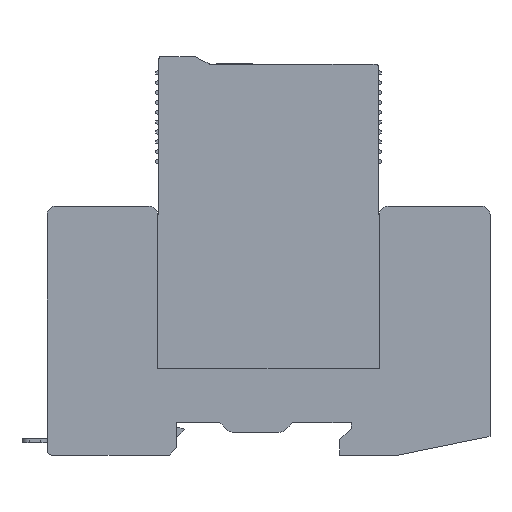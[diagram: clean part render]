
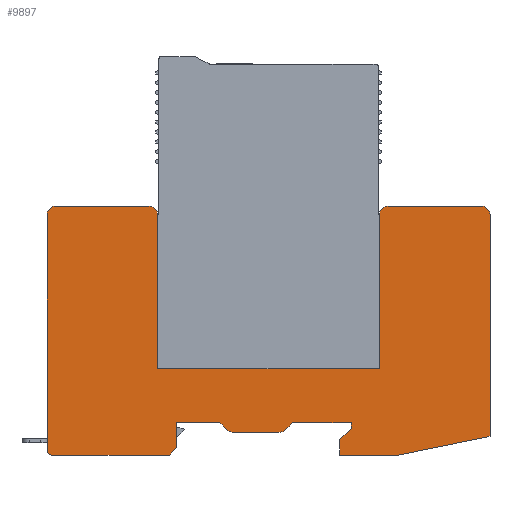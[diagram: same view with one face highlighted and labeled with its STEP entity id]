
A CAD part, front view. The second image highlights one B-rep face of the part: STEP entity #9897.
In plain terms, the highlighted planar face has unit normal (0, -1, 0).
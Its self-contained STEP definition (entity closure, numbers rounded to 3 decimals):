
#227=CARTESIAN_POINT('',(-37.29,-22.7,43.696));
#228=DIRECTION('',(0.,-1.,0.));
#229=DIRECTION('',(1.,0.,0.));
#230=AXIS2_PLACEMENT_3D('',#227,#228,#229);
#235=CARTESIAN_POINT('',(11.31,-22.7,43.696));
#236=DIRECTION('',(0.,-1.,0.));
#237=DIRECTION('',(0.,0.,1.));
#238=AXIS2_PLACEMENT_3D('',#235,#236,#237);
#243=CARTESIAN_POINT('',(30.21,-22.7,43.696));
#244=DIRECTION('',(0.,-1.,0.));
#245=DIRECTION('',(1.,0.,0.));
#246=AXIS2_PLACEMENT_3D('',#243,#244,#245);
#251=DIRECTION('',(0.98,0.,0.201));
#252=VECTOR('',#251,18.886);
#253=CARTESIAN_POINT('',(13.51,-22.7,-5.104));
#254=LINE('',#253,#252);
#258=DIRECTION('',(-0.707,0.,-0.707));
#259=VECTOR('',#258,3.253);
#260=CARTESIAN_POINT('',(3.81,-22.7,0.296));
#261=LINE('',#260,#259);
#265=DIRECTION('',(0.707,0.,0.707));
#266=VECTOR('',#265,2.);
#267=CARTESIAN_POINT('',(-9.515,-22.7,0.082));
#268=LINE('',#267,#266);
#272=CARTESIAN_POINT('',(-10.93,-22.7,1.496));
#273=DIRECTION('',(0.,-1.,0.));
#274=DIRECTION('',(0.,0.,-1.));
#275=AXIS2_PLACEMENT_3D('',#272,#273,#274);
#280=CARTESIAN_POINT('',(-20.076,-22.7,1.496));
#281=DIRECTION('',(0.,-1.,0.));
#282=DIRECTION('',(-0.707,0.,-0.707));
#283=AXIS2_PLACEMENT_3D('',#280,#281,#282);
#288=DIRECTION('',(0.707,0.,-0.707));
#289=VECTOR('',#288,2.);
#290=CARTESIAN_POINT('',(-22.904,-22.7,1.496));
#291=LINE('',#290,#289);
#295=DIRECTION('',(0.707,0.,0.707));
#296=VECTOR('',#295,2.121);
#297=CARTESIAN_POINT('',(-33.19,-22.7,
-5.104));
#298=LINE('',#297,#296);
#302=CARTESIAN_POINT('',(-56.99,-22.7,
-4.104));
#303=DIRECTION('',(0.,-1.,0.));
#304=DIRECTION('',(-1.,0.,0.));
#305=AXIS2_PLACEMENT_3D('',#302,#303,#304);
#310=CARTESIAN_POINT('',(-56.19,-22.7,43.696));
#311=DIRECTION('',(0.,-1.,0.));
#312=DIRECTION('',(0.,0.,1.));
#313=AXIS2_PLACEMENT_3D('',#310,#311,#312);
#318=DIRECTION('',(1.,0.,0.));
#319=VECTOR('',#318,18.9);
#320=CARTESIAN_POINT('',(-56.19,-22.7,45.496));
#321=LINE('',#320,#319);
#386=DIRECTION('',(0.,0.,1.));
#387=VECTOR('',#386,47.8);
#388=CARTESIAN_POINT('',(-57.99,-22.7,
-4.104));
#389=LINE('',#388,#387);
#502=DIRECTION('',(-1.,0.,0.));
#503=VECTOR('',#502,23.8);
#504=CARTESIAN_POINT('',(-33.19,-22.7,
-5.104));
#505=LINE('',#504,#503);
#1138=DIRECTION('',(0.,0.,1.));
#1139=VECTOR('',#1138,31.3);
#1140=CARTESIAN_POINT('',(9.51,-22.7,12.396));
#1141=LINE('',#1140,#1139);
#1152=DIRECTION('',(1.,0.,0.));
#1153=VECTOR('',#1152,45.);
#1154=CARTESIAN_POINT('',(-35.49,-22.7,
12.396));
#1155=LINE('',#1154,#1153);
#1166=DIRECTION('',(0.,0.,-1.));
#1167=VECTOR('',#1166,31.3);
#1168=CARTESIAN_POINT('',(-35.49,-22.7,
43.696));
#1169=LINE('',#1168,#1167);
#7210=DIRECTION('',(1.,0.,0.));
#7211=VECTOR('',#7210,18.9);
#7212=CARTESIAN_POINT('',(11.31,-22.7,45.496));
#7213=LINE('',#7212,#7211);
#7278=DIRECTION('',(0.,0.,-1.));
#7279=VECTOR('',#7278,45.);
#7280=CARTESIAN_POINT('',(32.01,-22.7,43.696));
#7281=LINE('',#7280,#7279);
#7418=DIRECTION('',(-1.,0.,0.));
#7419=VECTOR('',#7418,12.);
#7420=CARTESIAN_POINT('',(13.51,-22.7,
-5.104));
#7421=LINE('',#7420,#7419);
#7439=DIRECTION('',(0.,0.,1.));
#7440=VECTOR('',#7439,3.1);
#7441=CARTESIAN_POINT('',(1.51,-22.7,
-5.104));
#7442=LINE('',#7441,#7440);
#7467=DIRECTION('',(0.,0.,1.));
#7468=VECTOR('',#7467,1.2);
#7469=CARTESIAN_POINT('',(3.81,-22.7,
0.296));
#7470=LINE('',#7469,#7468);
#7488=DIRECTION('',(-1.,0.,0.));
#7489=VECTOR('',#7488,11.911);
#7490=CARTESIAN_POINT('',(3.81,-22.7,1.496));
#7491=LINE('',#7490,#7489);
#7523=DIRECTION('',(-1.,0.,0.));
#7524=VECTOR('',#7523,9.146);
#7525=CARTESIAN_POINT('',(-10.93,-22.7,
-0.504));
#7526=LINE('',#7525,#7524);
#7558=DIRECTION('',(-1.,0.,0.));
#7559=VECTOR('',#7558,8.786);
#7560=CARTESIAN_POINT('',(-22.904,-22.7,
1.496));
#7561=LINE('',#7560,#7559);
#7579=DIRECTION('',(0.,0.,-1.));
#7580=VECTOR('',#7579,5.1);
#7581=CARTESIAN_POINT('',(-31.69,-22.7,
1.496));
#7582=LINE('',#7581,#7580);
#8304=CARTESIAN_POINT('',(-35.49,-22.7,
43.696));
#8305=CARTESIAN_POINT('',(-37.29,-22.7,
45.496));
#8306=VERTEX_POINT('',#8304);
#8307=VERTEX_POINT('',#8305);
#8308=CARTESIAN_POINT('',(-35.49,-22.7,
12.396));
#8309=VERTEX_POINT('',#8308);
#8310=CARTESIAN_POINT('',(9.51,-22.7,12.396));
#8311=VERTEX_POINT('',#8310);
#8312=CARTESIAN_POINT('',(9.51,-22.7,43.696));
#8313=VERTEX_POINT('',#8312);
#8314=CARTESIAN_POINT('',(11.31,-22.7,45.496));
#8315=VERTEX_POINT('',#8314);
#8316=CARTESIAN_POINT('',(30.21,-22.7,45.496));
#8317=VERTEX_POINT('',#8316);
#8318=CARTESIAN_POINT('',(32.01,-22.7,43.696));
#8319=VERTEX_POINT('',#8318);
#8320=CARTESIAN_POINT('',(32.01,-22.7,
-1.304));
#8321=VERTEX_POINT('',#8320);
#8322=CARTESIAN_POINT('',(13.51,-22.7,
-5.104));
#8323=VERTEX_POINT('',#8322);
#8324=CARTESIAN_POINT('',(1.51,-22.7,
-5.104));
#8325=VERTEX_POINT('',#8324);
#8326=CARTESIAN_POINT('',(1.51,-22.7,
-2.004));
#8327=VERTEX_POINT('',#8326);
#8328=CARTESIAN_POINT('',(3.81,-22.7,
0.296));
#8329=VERTEX_POINT('',#8328);
#8330=CARTESIAN_POINT('',(3.81,-22.7,1.496));
#8331=VERTEX_POINT('',#8330);
#8332=CARTESIAN_POINT('',(-8.101,-22.7,
1.496));
#8333=VERTEX_POINT('',#8332);
#8334=CARTESIAN_POINT('',(-9.515,-22.7,0.082));
#8335=VERTEX_POINT('',#8334);
#8336=CARTESIAN_POINT('',(-10.93,-22.7,
-0.504));
#8337=VERTEX_POINT('',#8336);
#8338=CARTESIAN_POINT('',(-20.076,-22.7,
-0.504));
#8339=VERTEX_POINT('',#8338);
#8340=CARTESIAN_POINT('',(-21.49,-22.7,
0.082));
#8341=VERTEX_POINT('',#8340);
#8342=CARTESIAN_POINT('',(-22.904,-22.7,
1.496));
#8343=VERTEX_POINT('',#8342);
#8344=CARTESIAN_POINT('',(-31.69,-22.7,
1.496));
#8345=VERTEX_POINT('',#8344);
#8346=CARTESIAN_POINT('',(-31.69,-22.7,
-3.604));
#8347=VERTEX_POINT('',#8346);
#8348=CARTESIAN_POINT('',(-33.19,-22.7,
-5.104));
#8349=VERTEX_POINT('',#8348);
#8350=CARTESIAN_POINT('',(-56.99,-22.7,
-5.104));
#8351=VERTEX_POINT('',#8350);
#8352=CARTESIAN_POINT('',(-57.99,-22.7,
-4.104));
#8353=VERTEX_POINT('',#8352);
#8354=CARTESIAN_POINT('',(-57.99,-22.7,
43.696));
#8355=VERTEX_POINT('',#8354);
#8356=CARTESIAN_POINT('',(-56.19,-22.7,
45.496));
#8357=VERTEX_POINT('',#8356);
#9837=CARTESIAN_POINT('',(-46.74,-22.7,
19.796));
#9838=DIRECTION('',(0.,-1.,0.));
#9839=DIRECTION('',(0.,0.,-1.));
#9840=AXIS2_PLACEMENT_3D('',#9837,#9838,#9839);
#9841=PLANE('',#9840);
#9843=ORIENTED_EDGE('',*,*,#9842,.T.);
#9845=ORIENTED_EDGE('',*,*,#9844,.F.);
#9847=ORIENTED_EDGE('',*,*,#9846,.T.);
#9849=ORIENTED_EDGE('',*,*,#9848,.T.);
#9851=ORIENTED_EDGE('',*,*,#9850,.T.);
#9853=ORIENTED_EDGE('',*,*,#9852,.F.);
#9855=ORIENTED_EDGE('',*,*,#9854,.T.);
#9857=ORIENTED_EDGE('',*,*,#9856,.F.);
#9859=ORIENTED_EDGE('',*,*,#9858,.T.);
#9861=ORIENTED_EDGE('',*,*,#9860,.F.);
#9863=ORIENTED_EDGE('',*,*,#9862,.T.);
#9865=ORIENTED_EDGE('',*,*,#9864,.T.);
#9867=ORIENTED_EDGE('',*,*,#9866,.F.);
#9869=ORIENTED_EDGE('',*,*,#9868,.T.);
#9871=ORIENTED_EDGE('',*,*,#9870,.T.);
#9873=ORIENTED_EDGE('',*,*,#9872,.F.);
#9875=ORIENTED_EDGE('',*,*,#9874,.F.);
#9877=ORIENTED_EDGE('',*,*,#9876,.T.);
#9879=ORIENTED_EDGE('',*,*,#9878,.F.);
#9881=ORIENTED_EDGE('',*,*,#9880,.F.);
#9883=ORIENTED_EDGE('',*,*,#9882,.T.);
#9885=ORIENTED_EDGE('',*,*,#9884,.T.);
#9886=ORIENTED_EDGE('',*,*,#9827,.F.);
#9888=ORIENTED_EDGE('',*,*,#9887,.T.);
#9890=ORIENTED_EDGE('',*,*,#9889,.F.);
#9892=ORIENTED_EDGE('',*,*,#9891,.T.);
#9894=ORIENTED_EDGE('',*,*,#9893,.F.);
#9895=EDGE_LOOP('',(#9843,#9845,#9847,#9849,#9851,#9853,#9855,#9857,#9859,#9861,
#9863,#9865,#9867,#9869,#9871,#9873,#9875,#9877,#9879,#9881,#9883,#9885,#9886,
#9888,#9890,#9892,#9894));
#9896=FACE_OUTER_BOUND('',#9895,.F.);
#231=CIRCLE('',#230,1.8);
#239=CIRCLE('',#238,1.8);
#247=CIRCLE('',#246,1.8);
#276=CIRCLE('',#275,2.);
#284=CIRCLE('',#283,2.);
#306=CIRCLE('',#305,1.);
#314=CIRCLE('',#313,1.8);
#9827=EDGE_CURVE('',#8349,#8347,#298,.T.);
#9842=EDGE_CURVE('',#8357,#8307,#321,.T.);
#9844=EDGE_CURVE('',#8306,#8307,#231,.T.);
#9846=EDGE_CURVE('',#8306,#8309,#1169,.T.);
#9848=EDGE_CURVE('',#8309,#8311,#1155,.T.);
#9850=EDGE_CURVE('',#8311,#8313,#1141,.T.);
#9852=EDGE_CURVE('',#8315,#8313,#239,.T.);
#9854=EDGE_CURVE('',#8315,#8317,#7213,.T.);
#9856=EDGE_CURVE('',#8319,#8317,#247,.T.);
#9858=EDGE_CURVE('',#8319,#8321,#7281,.T.);
#9860=EDGE_CURVE('',#8323,#8321,#254,.T.);
#9862=EDGE_CURVE('',#8323,#8325,#7421,.T.);
#9864=EDGE_CURVE('',#8325,#8327,#7442,.T.);
#9866=EDGE_CURVE('',#8329,#8327,#261,.T.);
#9868=EDGE_CURVE('',#8329,#8331,#7470,.T.);
#9870=EDGE_CURVE('',#8331,#8333,#7491,.T.);
#9872=EDGE_CURVE('',#8335,#8333,#268,.T.);
#9874=EDGE_CURVE('',#8337,#8335,#276,.T.);
#9876=EDGE_CURVE('',#8337,#8339,#7526,.T.);
#9878=EDGE_CURVE('',#8341,#8339,#284,.T.);
#9880=EDGE_CURVE('',#8343,#8341,#291,.T.);
#9882=EDGE_CURVE('',#8343,#8345,#7561,.T.);
#9884=EDGE_CURVE('',#8345,#8347,#7582,.T.);
#9887=EDGE_CURVE('',#8349,#8351,#505,.T.);
#9889=EDGE_CURVE('',#8353,#8351,#306,.T.);
#9891=EDGE_CURVE('',#8353,#8355,#389,.T.);
#9893=EDGE_CURVE('',#8357,#8355,#314,.T.);
#9897=ADVANCED_FACE('',(#9896),#9841,.T.);
